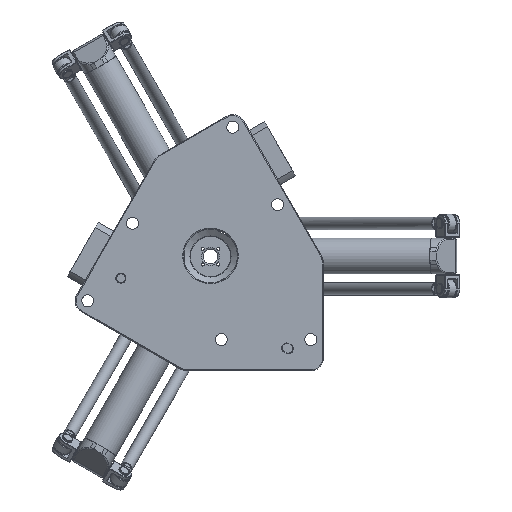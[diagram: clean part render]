
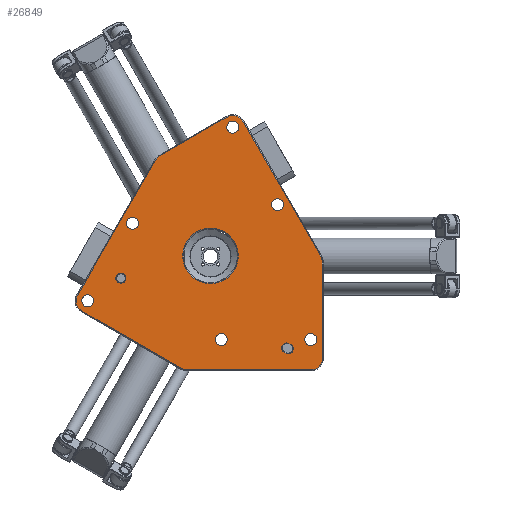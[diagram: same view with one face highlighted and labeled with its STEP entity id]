
A CAD part, top view. The second image highlights one B-rep face of the part: STEP entity #26849.
In plain terms, the highlighted face is planar.
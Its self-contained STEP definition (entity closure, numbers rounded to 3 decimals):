
#1934=LINE('',#48844,#4258);
#1937=LINE('',#48849,#4261);
#1975=LINE('',#48974,#4299);
#1979=LINE('',#48986,#4303);
#1982=LINE('',#48991,#4306);
#1985=LINE('',#49002,#4309);
#1988=LINE('',#49007,#4312);
#1991=LINE('',#49017,#4315);
#4258=VECTOR('',#34459,10.);
#4261=VECTOR('',#34464,10.);
#4299=VECTOR('',#34610,10.);
#4303=VECTOR('',#34624,10.);
#4306=VECTOR('',#34629,10.);
#4309=VECTOR('',#34642,10.);
#4312=VECTOR('',#34647,10.);
#4315=VECTOR('',#34660,10.);
#6259=PLANE('',#29267);
#6852=FACE_BOUND('',#9725,.T.);
#6853=FACE_BOUND('',#9726,.T.);
#6854=FACE_BOUND('',#9727,.T.);
#6855=FACE_BOUND('',#9728,.T.);
#6856=FACE_BOUND('',#9729,.T.);
#6857=FACE_BOUND('',#9730,.T.);
#6858=FACE_BOUND('',#9731,.T.);
#6859=FACE_BOUND('',#9732,.T.);
#6860=FACE_BOUND('',#9733,.T.);
#7923=FACE_OUTER_BOUND('',#9724,.T.);
#9724=EDGE_LOOP('',(#22109,#22110,#22111,#22112,#22113,#22114,#22115,#22116,
#22117,#22118,#22119,#22120));
#9725=EDGE_LOOP('',(#22121));
#9726=EDGE_LOOP('',(#22122));
#9727=EDGE_LOOP('',(#22123));
#9728=EDGE_LOOP('',(#22124));
#9729=EDGE_LOOP('',(#22125));
#9730=EDGE_LOOP('',(#22126));
#9731=EDGE_LOOP('',(#22127));
#9732=EDGE_LOOP('',(#22128,#22129,#22130,#22131));
#9733=EDGE_LOOP('',(#22132));
#11376=CIRCLE('',#29178,5.577);
#11381=CIRCLE('',#29189,5.577);
#11382=CIRCLE('',#29193,5.577);
#11383=CIRCLE('',#29196,6.75);
#11384=CIRCLE('',#29198,6.75);
#11385=CIRCLE('',#29200,6.75);
#11386=CIRCLE('',#29202,6.75);
#11387=CIRCLE('',#29204,6.75);
#11388=CIRCLE('',#29206,6.75);
#11402=CIRCLE('',#29247,13.);
#11403=CIRCLE('',#29249,21.);
#11404=CIRCLE('',#29253,21.);
#11405=CIRCLE('',#29255,13.);
#11406=CIRCLE('',#29259,13.);
#11407=CIRCLE('',#29261,7.);
#11409=CIRCLE('',#29266,31.);
#13168=VERTEX_POINT('',#48809);
#13177=VERTEX_POINT('',#48837);
#13178=VERTEX_POINT('',#48839);
#13179=VERTEX_POINT('',#48843);
#13180=VERTEX_POINT('',#48847);
#13185=VERTEX_POINT('',#48862);
#13186=VERTEX_POINT('',#48865);
#13187=VERTEX_POINT('',#48868);
#13188=VERTEX_POINT('',#48871);
#13189=VERTEX_POINT('',#48874);
#13190=VERTEX_POINT('',#48877);
#13212=VERTEX_POINT('',#48971);
#13213=VERTEX_POINT('',#48973);
#13214=VERTEX_POINT('',#48977);
#13215=VERTEX_POINT('',#48981);
#13216=VERTEX_POINT('',#48985);
#13217=VERTEX_POINT('',#48989);
#13218=VERTEX_POINT('',#48993);
#13219=VERTEX_POINT('',#48997);
#13220=VERTEX_POINT('',#49001);
#13221=VERTEX_POINT('',#49005);
#13222=VERTEX_POINT('',#49009);
#13223=VERTEX_POINT('',#49013);
#13225=VERTEX_POINT('',#49022);
#16309=EDGE_CURVE('',#13168,#13168,#11376,.T.);
#16323=EDGE_CURVE('',#13177,#13178,#11381,.T.);
#16325=EDGE_CURVE('',#13178,#13179,#1934,.T.);
#16328=EDGE_CURVE('',#13180,#13177,#1937,.T.);
#16329=EDGE_CURVE('',#13179,#13180,#11382,.T.);
#16334=EDGE_CURVE('',#13185,#13185,#11383,.T.);
#16335=EDGE_CURVE('',#13186,#13186,#11384,.T.);
#16336=EDGE_CURVE('',#13187,#13187,#11385,.T.);
#16337=EDGE_CURVE('',#13188,#13188,#11386,.T.);
#16338=EDGE_CURVE('',#13189,#13189,#11387,.T.);
#16339=EDGE_CURVE('',#13190,#13190,#11388,.T.);
#16386=EDGE_CURVE('',#13212,#13213,#1975,.T.);
#16388=EDGE_CURVE('',#13213,#13214,#11402,.T.);
#16391=EDGE_CURVE('',#13215,#13212,#11403,.T.);
#16392=EDGE_CURVE('',#13214,#13216,#1979,.T.);
#16395=EDGE_CURVE('',#13217,#13215,#1982,.T.);
#16396=EDGE_CURVE('',#13216,#13218,#11404,.T.);
#16399=EDGE_CURVE('',#13219,#13217,#11405,.T.);
#16400=EDGE_CURVE('',#13218,#13220,#1985,.T.);
#16403=EDGE_CURVE('',#13221,#13219,#1988,.T.);
#16404=EDGE_CURVE('',#13220,#13222,#11406,.T.);
#16407=EDGE_CURVE('',#13223,#13221,#11407,.T.);
#16408=EDGE_CURVE('',#13222,#13223,#1991,.T.);
#16410=EDGE_CURVE('',#13225,#13225,#11409,.T.);
#22109=ORIENTED_EDGE('',*,*,#16408,.F.);
#22110=ORIENTED_EDGE('',*,*,#16404,.F.);
#22111=ORIENTED_EDGE('',*,*,#16400,.F.);
#22112=ORIENTED_EDGE('',*,*,#16396,.F.);
#22113=ORIENTED_EDGE('',*,*,#16392,.F.);
#22114=ORIENTED_EDGE('',*,*,#16388,.F.);
#22115=ORIENTED_EDGE('',*,*,#16386,.F.);
#22116=ORIENTED_EDGE('',*,*,#16391,.F.);
#22117=ORIENTED_EDGE('',*,*,#16395,.F.);
#22118=ORIENTED_EDGE('',*,*,#16399,.F.);
#22119=ORIENTED_EDGE('',*,*,#16403,.F.);
#22120=ORIENTED_EDGE('',*,*,#16407,.F.);
#22121=ORIENTED_EDGE('',*,*,#16339,.T.);
#22122=ORIENTED_EDGE('',*,*,#16338,.T.);
#22123=ORIENTED_EDGE('',*,*,#16337,.T.);
#22124=ORIENTED_EDGE('',*,*,#16336,.T.);
#22125=ORIENTED_EDGE('',*,*,#16334,.T.);
#22126=ORIENTED_EDGE('',*,*,#16335,.T.);
#22127=ORIENTED_EDGE('',*,*,#16309,.F.);
#22128=ORIENTED_EDGE('',*,*,#16329,.F.);
#22129=ORIENTED_EDGE('',*,*,#16325,.F.);
#22130=ORIENTED_EDGE('',*,*,#16323,.F.);
#22131=ORIENTED_EDGE('',*,*,#16328,.F.);
#22132=ORIENTED_EDGE('',*,*,#16410,.F.);
#26849=ADVANCED_FACE('',(#7923,#6852,#6853,#6854,#6855,#6856,#6857,#6858,
#6859,#6860),#6259,.F.);
#29178=AXIS2_PLACEMENT_3D('',#48810,#34423,#34424);
#29189=AXIS2_PLACEMENT_3D('',#48840,#34454,#34455);
#29193=AXIS2_PLACEMENT_3D('',#48851,#34467,#34468);
#29196=AXIS2_PLACEMENT_3D('',#48863,#34477,#34478);
#29198=AXIS2_PLACEMENT_3D('',#48866,#34481,#34482);
#29200=AXIS2_PLACEMENT_3D('',#48869,#34485,#34486);
#29202=AXIS2_PLACEMENT_3D('',#48872,#34489,#34490);
#29204=AXIS2_PLACEMENT_3D('',#48875,#34493,#34494);
#29206=AXIS2_PLACEMENT_3D('',#48878,#34497,#34498);
#29247=AXIS2_PLACEMENT_3D('',#48978,#34614,#34615);
#29249=AXIS2_PLACEMENT_3D('',#48983,#34620,#34621);
#29253=AXIS2_PLACEMENT_3D('',#48994,#34632,#34633);
#29255=AXIS2_PLACEMENT_3D('',#48999,#34638,#34639);
#29259=AXIS2_PLACEMENT_3D('',#49010,#34650,#34651);
#29261=AXIS2_PLACEMENT_3D('',#49015,#34656,#34657);
#29266=AXIS2_PLACEMENT_3D('',#49023,#34667,#34668);
#29267=AXIS2_PLACEMENT_3D('',#49024,#34669,#34670);
#34423=DIRECTION('center_axis',(0.,0.,-1.));
#34424=DIRECTION('ref_axis',(1.,0.,0.));
#34454=DIRECTION('center_axis',(0.,0.,-1.));
#34455=DIRECTION('ref_axis',(-1.,0.,0.));
#34459=DIRECTION('',(0.605,0.796,0.));
#34464=DIRECTION('',(-0.605,-0.796,0.));
#34467=DIRECTION('center_axis',(0.,0.,-1.));
#34468=DIRECTION('ref_axis',(1.,0.,0.));
#34477=DIRECTION('center_axis',(0.,0.,
1.));
#34478=DIRECTION('ref_axis',(1.,0.,0.));
#34481=DIRECTION('center_axis',(0.,0.,
1.));
#34482=DIRECTION('ref_axis',(1.,0.,0.));
#34485=DIRECTION('center_axis',(0.,0.,1.));
#34486=DIRECTION('ref_axis',(-1.,0.,0.));
#34489=DIRECTION('center_axis',(0.,0.,1.));
#34490=DIRECTION('ref_axis',(0.5,-0.866,0.));
#34493=DIRECTION('center_axis',(0.,0.,1.));
#34494=DIRECTION('ref_axis',(0.5,0.866,0.));
#34497=DIRECTION('center_axis',(0.,0.,1.));
#34498=DIRECTION('ref_axis',(-1.,0.,0.));
#34610=DIRECTION('',(-1.,0.,0.));
#34614=DIRECTION('center_axis',(0.,0.,1.));
#34615=DIRECTION('ref_axis',(-1.,0.,0.));
#34620=DIRECTION('center_axis',(0.,0.,1.));
#34621=DIRECTION('ref_axis',(0.,1.,0.));
#34624=DIRECTION('',(0.,-1.,0.));
#34629=DIRECTION('',(-0.866,0.5,0.));
#34632=DIRECTION('center_axis',(0.,0.,1.));
#34633=DIRECTION('ref_axis',(-0.866,-0.5,0.));
#34638=DIRECTION('center_axis',(0.,0.,1.));
#34639=DIRECTION('ref_axis',(0.5,0.866,0.));
#34642=DIRECTION('',(0.5,-0.866,0.));
#34647=DIRECTION('',(0.5,0.866,0.));
#34650=DIRECTION('center_axis',(0.,0.,1.));
#34651=DIRECTION('ref_axis',(0.5,-0.866,0.));
#34656=DIRECTION('center_axis',(0.,0.,1.));
#34657=DIRECTION('ref_axis',(0.866,-0.5,0.));
#34660=DIRECTION('',(0.866,0.5,0.));
#34667=DIRECTION('center_axis',(0.,0.,-1.));
#34668=DIRECTION('ref_axis',(1.,0.,0.));
#34669=DIRECTION('center_axis',(0.,0.,1.));
#34670=DIRECTION('ref_axis',(1.,0.,0.));
#48809=CARTESIAN_POINT('',(75.025,28.349,-6.));
#48810=CARTESIAN_POINT('Origin',(80.603,28.349,-6.));
#48837=CARTESIAN_POINT('',(-37.555,-136.518,-6.));
#48839=CARTESIAN_POINT('',(-46.439,-129.773,-6.));
#48840=CARTESIAN_POINT('Origin',(-41.997,-133.146,-6.));
#48843=CARTESIAN_POINT('',(-45.23,-128.181,-6.));
#48844=CARTESIAN_POINT('',(-6.701,-77.427,-6.));
#48847=CARTESIAN_POINT('',(-36.345,-134.925,-6.));
#48849=CARTESIAN_POINT('',(2.789,-83.376,-6.));
#48851=CARTESIAN_POINT('Origin',(-40.788,-131.553,-6.));
#48862=CARTESIAN_POINT('',(-118.75,112.,-6.));
#48863=CARTESIAN_POINT('Origin',(-112.,112.,-6.));
#48865=CARTESIAN_POINT('',(118.495,24.973,-6.));
#48866=CARTESIAN_POINT('Origin',(125.245,24.973,-6.));
#48868=CARTESIAN_POINT('',(-118.75,12.,-6.));
#48869=CARTESIAN_POINT('Origin',(-112.,12.,-6.));
#48871=CARTESIAN_POINT('',(21.233,-92.819,-6.));
#48872=CARTESIAN_POINT('Origin',(17.858,-86.973,-6.));
#48874=CARTESIAN_POINT('',(42.017,80.819,-6.));
#48875=CARTESIAN_POINT('Origin',(38.642,74.973,-6.));
#48877=CARTESIAN_POINT('',(-75.495,-136.973,-6.));
#48878=CARTESIAN_POINT('Origin',(-68.745,-136.973,-6.));
#48971=CARTESIAN_POINT('',(-27.633,125.,-6.));
#48973=CARTESIAN_POINT('',(-112.,125.,-6.));
#48974=CARTESIAN_POINT('',(-56.,125.,-6.));
#48977=CARTESIAN_POINT('',(-125.,112.,-6.));
#48978=CARTESIAN_POINT('Origin',(-112.,112.,-6.));
#48981=CARTESIAN_POINT('',(-17.133,122.187,-6.));
#48983=CARTESIAN_POINT('Origin',(-27.633,104.,-6.));
#48985=CARTESIAN_POINT('',(-125.,-59.91,-6.));
#48986=CARTESIAN_POINT('',(-125.,-29.955,-6.));
#48989=CARTESIAN_POINT('',(131.745,36.232,-6.));
#48991=CARTESIAN_POINT('',(15.746,103.204,-6.));
#48993=CARTESIAN_POINT('',(-122.187,-70.41,-6.));
#48994=CARTESIAN_POINT('Origin',(-104.,-59.91,-6.));
#48997=CARTESIAN_POINT('',(136.503,18.473,-6.));
#48999=CARTESIAN_POINT('Origin',(125.245,24.973,-6.));
#49001=CARTESIAN_POINT('',(-69.667,-161.376,-6.));
#49002=CARTESIAN_POINT('',(-95.898,-115.943,-6.));
#49005=CARTESIAN_POINT('',(71.772,-93.644,-6.));
#49007=CARTESIAN_POINT('',(115.441,-18.008,-6.));
#49009=CARTESIAN_POINT('',(-51.909,-166.134,-6.));
#49010=CARTESIAN_POINT('Origin',(-58.409,-154.876,-6.));
#49013=CARTESIAN_POINT('',(69.21,-96.206,-6.));
#49015=CARTESIAN_POINT('Origin',(65.71,-90.144,-6.));
#49017=CARTESIAN_POINT('',(3.959,-133.879,-6.));
#49022=CARTESIAN_POINT('',(-49.5,0.,-6.));
#49023=CARTESIAN_POINT('Origin',(-18.5,0.,
-6.));
#49024=CARTESIAN_POINT('Origin',(0.,0.,
-6.));
